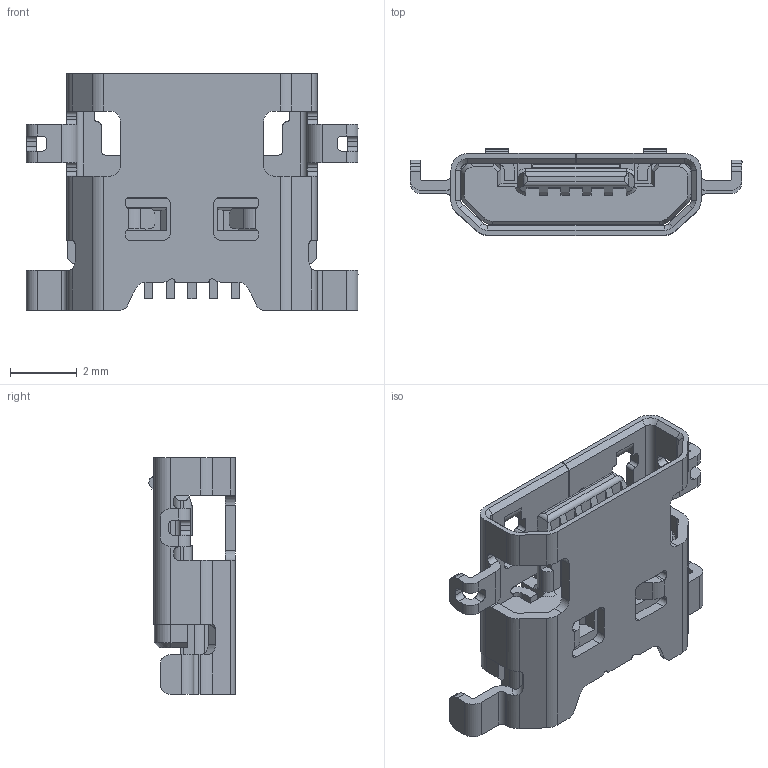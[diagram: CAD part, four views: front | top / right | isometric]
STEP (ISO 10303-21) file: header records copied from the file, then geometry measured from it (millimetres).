
FILE_DESCRIPTION(('CoCreate Modeling STEP Export'),'2;1');
FILE_NAME('010101010-169 MICRO USB 5PIN 反向沉板0.8 四脚插板无翻边--客户图.stp','2015-04-27T21:27:52',(''),(''),'CoCreate Modeling STEP processor for AP214 (Solid Model)','CoCreate Modeling 16.00 13-May-2008 (C) Parametric Technology GmbH','');
FILE_SCHEMA(('AUTOMOTIVE_DESIGN { 1 0 10303 214 1 1 1 1 }'));
Length unit declared in the file: millimetre
Products named in the file (5): ASSY_ASM_205; ASM0001_ASM; 05; 4DIP08HOUSING.2; 反向沉板0.8.stp.1.1
Assembly tree (4 placements, depth 3):
  反向沉板0.8.stp.1.1
    4DIP08HOUSING.2
    05
    ASM0001_ASM
      ASSY_ASM_205
Bounding box: 9.95 x 2.6 x 7.1 mm (x, y, z)
Volume: 63.1 mm3; surface area: 328.3 mm2
Topology: 1 solids, 1 shells, 721 faces, 2034 edges, 1307 vertices
Faces by surface type: plane 474, cylinder 211, cone 30, bspline 4, torus 2
Entity records: 23303 total; most frequent: CARTESIAN_POINT 4525, ORIENTED_EDGE 4102, DIRECTION 3739, EDGE_CURVE 2034, VECTOR 1473, LINE 1473, VERTEX_POINT 1307, AXIS2_PLACEMENT_3D 1133
